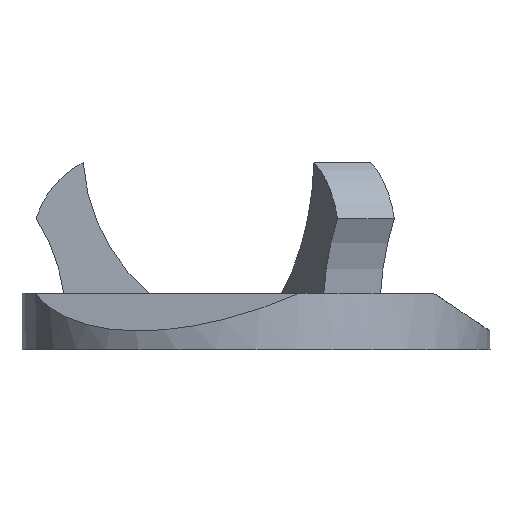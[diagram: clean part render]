
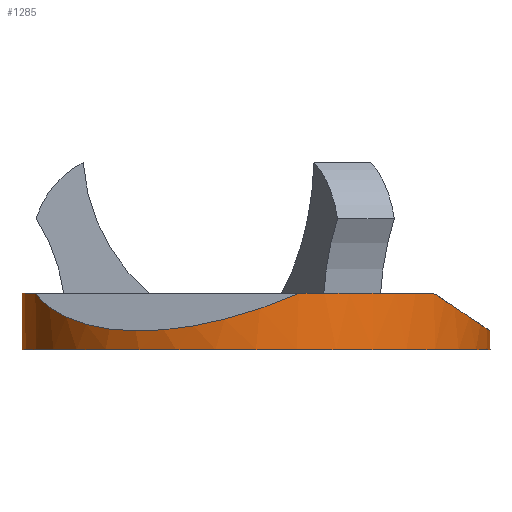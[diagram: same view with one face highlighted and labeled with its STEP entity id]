
A CAD part, left-side view. The second image highlights one B-rep face of the part: STEP entity #1285.
In plain terms, the highlighted cylindrical face has radius 12.5 mm (diameter 25 mm), a full revolution.
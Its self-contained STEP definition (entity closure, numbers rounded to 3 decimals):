
#33=CIRCLE('',#1373,12.5);
#34=CIRCLE('',#1375,12.5);
#35=CIRCLE('',#1377,12.5);
#36=CIRCLE('',#1378,12.5);
#37=CIRCLE('',#1379,12.5);
#119=CYLINDRICAL_SURFACE('',#1372,12.5);
#163=FACE_OUTER_BOUND('',#235,.T.);
#235=EDGE_LOOP('',(#855,#856,#857,#858,#859,#860,#861,#862,#863,#864));
#316=LINE('',#1976,#419);
#419=VECTOR('',#1550,12.5);
#521=ELLIPSE('',#1371,15.023,12.5);
#522=ELLIPSE('',#1374,15.023,12.5);
#523=ELLIPSE('',#1376,15.023,12.5);
#524=VERTEX_POINT('',#1960);
#525=VERTEX_POINT('',#1961);
#526=VERTEX_POINT('',#1965);
#527=VERTEX_POINT('',#1967);
#528=VERTEX_POINT('',#1969);
#529=VERTEX_POINT('',#1971);
#530=VERTEX_POINT('',#1973);
#531=VERTEX_POINT('',#1975);
#652=EDGE_CURVE('',#524,#525,#521,.T.);
#654=EDGE_CURVE('',#526,#525,#33,.T.);
#655=EDGE_CURVE('',#526,#527,#522,.T.);
#656=EDGE_CURVE('',#528,#527,#34,.T.);
#657=EDGE_CURVE('',#528,#529,#523,.T.);
#658=EDGE_CURVE('',#530,#529,#35,.T.);
#659=EDGE_CURVE('',#530,#531,#316,.T.);
#660=EDGE_CURVE('',#531,#531,#36,.T.);
#661=EDGE_CURVE('',#524,#530,#37,.T.);
#855=ORIENTED_EDGE('',*,*,#652,.T.);
#856=ORIENTED_EDGE('',*,*,#654,.F.);
#857=ORIENTED_EDGE('',*,*,#655,.T.);
#858=ORIENTED_EDGE('',*,*,#656,.F.);
#859=ORIENTED_EDGE('',*,*,#657,.T.);
#860=ORIENTED_EDGE('',*,*,#658,.F.);
#861=ORIENTED_EDGE('',*,*,#659,.T.);
#862=ORIENTED_EDGE('',*,*,#660,.T.);
#863=ORIENTED_EDGE('',*,*,#659,.F.);
#864=ORIENTED_EDGE('',*,*,#661,.F.);
#1285=ADVANCED_FACE('',(#163),#119,.T.);
#1371=AXIS2_PLACEMENT_3D('',#1962,#1535,#1536);
#1372=AXIS2_PLACEMENT_3D('',#1964,#1538,#1539);
#1373=AXIS2_PLACEMENT_3D('',#1966,#1540,#1541);
#1374=AXIS2_PLACEMENT_3D('',#1968,#1542,#1543);
#1375=AXIS2_PLACEMENT_3D('',#1970,#1544,#1545);
#1376=AXIS2_PLACEMENT_3D('',#1972,#1546,#1547);
#1377=AXIS2_PLACEMENT_3D('',#1974,#1548,#1549);
#1378=AXIS2_PLACEMENT_3D('',#1977,#1551,#1552);
#1379=AXIS2_PLACEMENT_3D('',#1978,#1553,#1554);
#1535=DIRECTION('center_axis',(0.48,-0.277,-0.832));
#1536=DIRECTION('ref_axis',(0.721,-0.416,0.555));
#1538=DIRECTION('center_axis',(0.,0.,1.));
#1539=DIRECTION('ref_axis',(0.866,0.5,0.));
#1540=DIRECTION('center_axis',(0.,0.,1.));
#1541=DIRECTION('ref_axis',(0.866,0.5,0.));
#1542=DIRECTION('center_axis',(-0.48,-0.277,-0.832));
#1543=DIRECTION('ref_axis',(0.721,0.416,-0.555));
#1544=DIRECTION('center_axis',(0.,0.,1.));
#1545=DIRECTION('ref_axis',(0.866,0.5,0.));
#1546=DIRECTION('center_axis',(0.,0.555,-0.832));
#1547=DIRECTION('ref_axis',(0.,0.832,0.555));
#1548=DIRECTION('center_axis',(0.,0.,1.));
#1549=DIRECTION('ref_axis',(0.866,0.5,0.));
#1550=DIRECTION('',(0.,0.,-1.));
#1551=DIRECTION('center_axis',(0.,0.,1.));
#1552=DIRECTION('ref_axis',(0.,-1.,0.));
#1553=DIRECTION('center_axis',(0.,0.,1.));
#1554=DIRECTION('ref_axis',(0.866,0.5,0.));
#1960=CARTESIAN_POINT('',(-12.289,-2.286,3.));
#1961=CARTESIAN_POINT('',(-4.165,11.786,3.));
#1962=CARTESIAN_POINT('Origin',(0.,0.,9.333));
#1964=CARTESIAN_POINT('Origin',(0.,0.,0.));
#1965=CARTESIAN_POINT('',(4.165,11.786,3.));
#1966=CARTESIAN_POINT('Origin',(0.,0.,3.));
#1967=CARTESIAN_POINT('',(12.289,-2.286,3.));
#1968=CARTESIAN_POINT('Origin',(0.,0.,9.333));
#1969=CARTESIAN_POINT('',(8.124,-9.5,3.));
#1970=CARTESIAN_POINT('Origin',(0.,0.,3.));
#1971=CARTESIAN_POINT('',(-8.124,-9.5,3.));
#1972=CARTESIAN_POINT('Origin',(0.,0.,9.333));
#1973=CARTESIAN_POINT('',(-10.825,-6.25,3.));
#1974=CARTESIAN_POINT('Origin',(0.,0.,3.));
#1975=CARTESIAN_POINT('',(-10.825,-6.25,0.));
#1976=CARTESIAN_POINT('',(-10.825,-6.25,0.));
#1977=CARTESIAN_POINT('Origin',(0.,0.,0.));
#1978=CARTESIAN_POINT('Origin',(0.,0.,3.));
